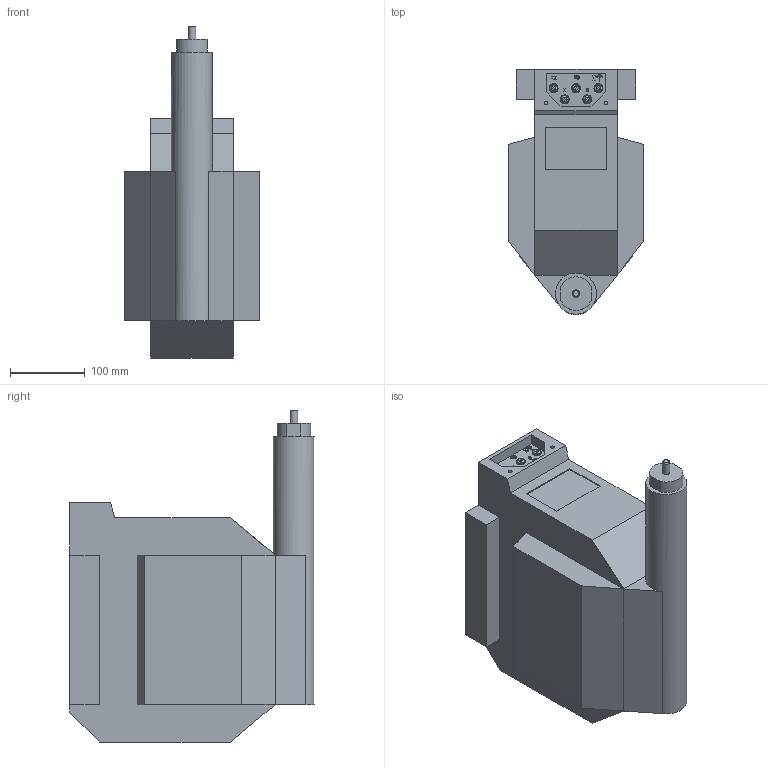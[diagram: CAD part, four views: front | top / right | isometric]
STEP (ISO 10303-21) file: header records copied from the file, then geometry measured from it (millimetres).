
FILE_DESCRIPTION(('STEP AP242'), '1');
FILE_NAME('ﾇﾍﾎﾋﾏ-ﾝﾊ ﾌ7', '', ('UNSPECIFIED'), ('UNSPECIFIED'), 'ASCON STEP Converter 1.6', 'ASCON Math Kernel', '');
FILE_SCHEMA(('AP242_MANAGED_MODEL_BASED_3D_ENGINEERING_MIM_LF { 1 0 10303 442 1 1 4 }'));
Length unit declared in the file: millimetre
Bounding box: 180 x 327.5 x 444 mm (x, y, z)
Volume: 12436641.2 mm3; surface area: 395903.6 mm2
Topology: 1 solids, 1 shells, 555 faces, 1518 edges, 1006 vertices
Faces by surface type: plane 279, cylinder 270, torus 5, cone 1
Full cylindrical faces by diameter (mm): 5 x2, 10 x6, 12 x9, 16 x4, 55 x1
Entity records: 22404 total; most frequent: CARTESIAN_POINT 3418, DIRECTION 3150, ORIENTED_EDGE 2980, EDGE_CURVE 1490, AXIS2_PLACEMENT_3D 1125, VERTEX_POINT 1006, LINE 900, VECTOR 900
